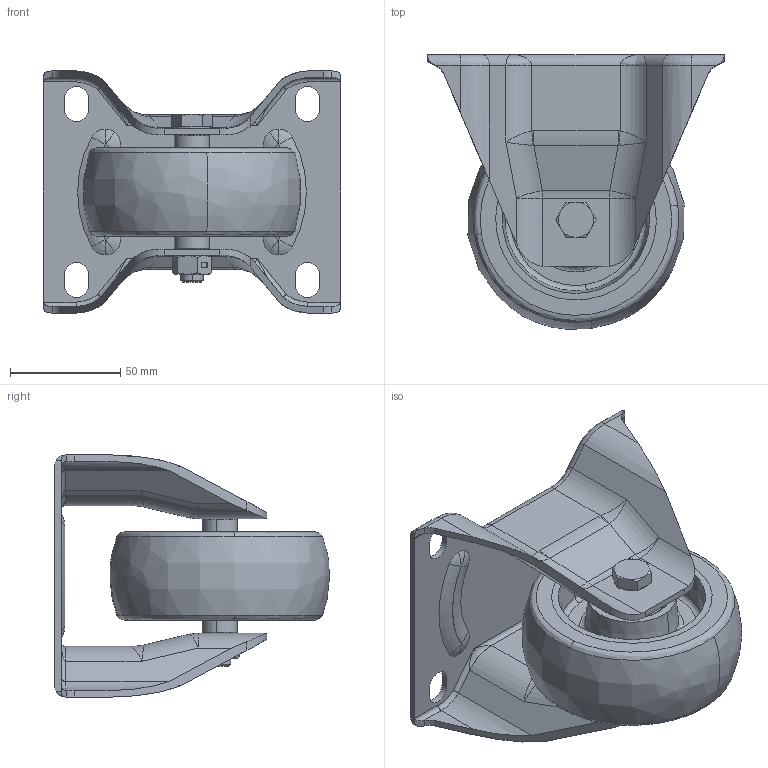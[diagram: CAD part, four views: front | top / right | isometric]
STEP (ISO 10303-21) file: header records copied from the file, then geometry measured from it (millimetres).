
FILE_DESCRIPTION (( 'STEP AP214' ), '1' );
FILE_NAME ('0049150_B-BMG-PUBA-100-K-3-schwarz_(A-01).step', '2019-08-23T11:08:52', ( 'Windows-Benutzer' ), ( '' ), 'SwSTEP 2.0', 'SolidWorks 2018', '' );
FILE_SCHEMA (( 'AUTOMOTIVE_DESIGN' ));
Length unit declared in the file: millimetre
Products named in the file (1): 0049150_B-BMG-PUBA-100-K-3-schwarz_(A-01)
Bounding box: 135 x 124.84 x 110 mm (x, y, z)
Volume: 314844.9 mm3; surface area: 135720.9 mm2
Topology: 14 solids, 14 shells, 452 faces, 1044 edges, 624 vertices
Faces by surface type: cylinder 152, plane 126, torus 72, cone 56, bspline 38, sphere 8
Entity records: 19954 total; most frequent: CARTESIAN_POINT 4741, DIRECTION 2208, ORIENTED_EDGE 2056, EDGE_CURVE 1028, AXIS2_PLACEMENT_3D 915, VERTEX_POINT 624, EDGE_LOOP 508, CIRCLE 500
